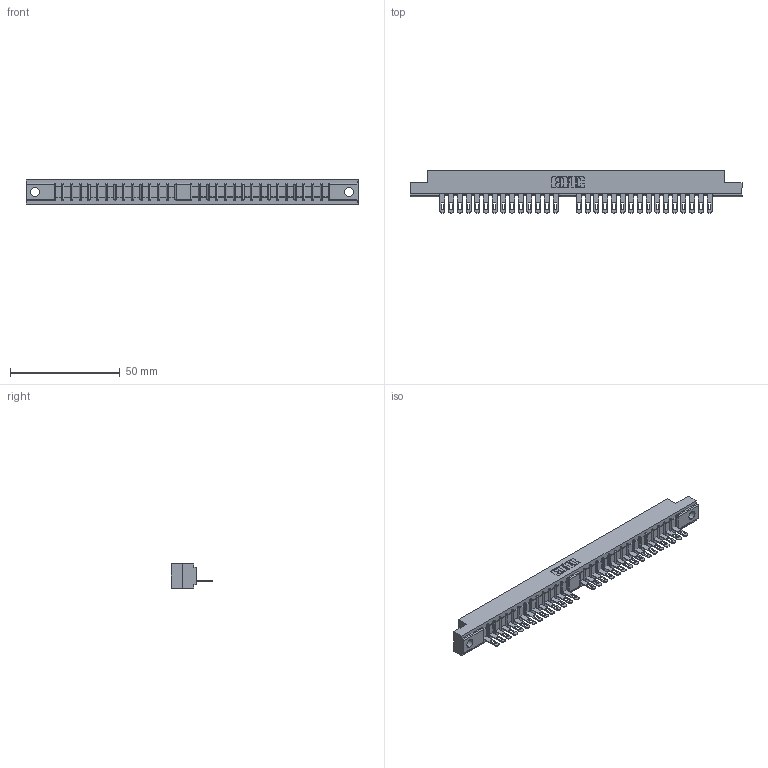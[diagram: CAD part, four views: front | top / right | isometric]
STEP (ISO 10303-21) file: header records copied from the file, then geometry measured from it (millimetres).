
FILE_DESCRIPTION (( 'STEP AP203' ), '1' );
FILE_NAME ('310-030-505-104.STEP', '2020-03-25T12:02:27', ( '' ), ( '' ), 'SwSTEP 2.0', 'SolidWorks 2016', '' );
FILE_SCHEMA (( 'CONFIG_CONTROL_DESIGN' ));
Length unit declared in the file: millimetre
Products named in the file (3): 310-030-505-104; 310 Part_.156 Dia. Hole; 307-290-001_505
Assembly tree (31 placements, depth 2):
  310-030-505-104
    310 Part_.156 Dia. Hole
    307-290-001_505  x30
Bounding box: 151.21 x 19.13 x 10.97 mm (x, y, z)
Volume: 12621.5 mm3; surface area: 15041.3 mm2
Topology: 31 solids, 31 shells, 1846 faces, 5221 edges, 3350 vertices
Faces by surface type: plane 1164, cylinder 618, sphere 64
Entity records: 27600 total; most frequent: CARTESIAN_POINT 4645, ORIENTED_EDGE 4630, DIRECTION 4527, EDGE_CURVE 2315, LINE 1775, VECTOR 1775, VERTEX_POINT 1494, AXIS2_PLACEMENT_3D 1376
